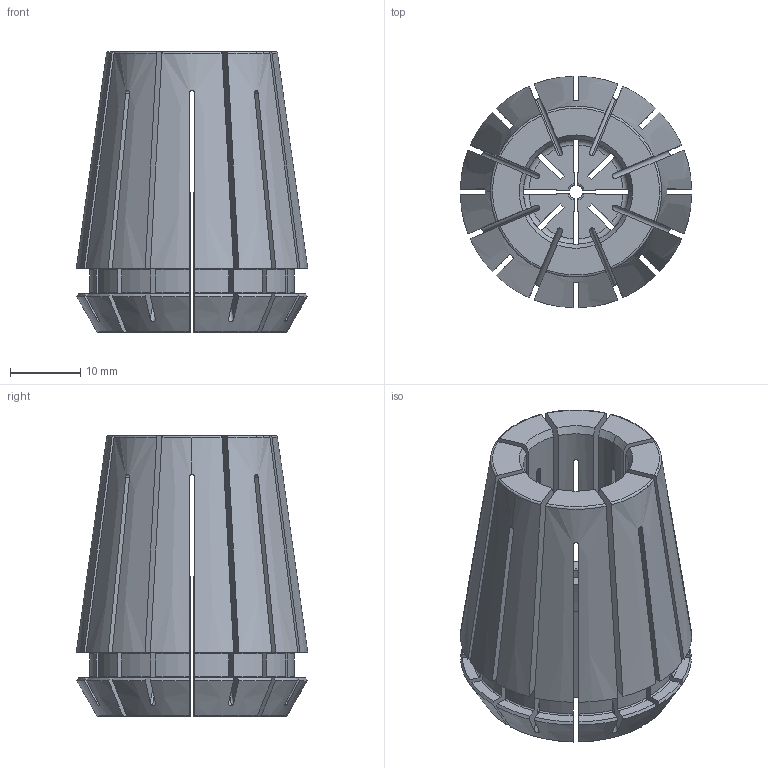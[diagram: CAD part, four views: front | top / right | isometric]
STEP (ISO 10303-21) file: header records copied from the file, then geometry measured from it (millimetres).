
FILE_DESCRIPTION(/* description */ ('Alibre Inc.'),/* implementation_level */ '2;1');
FILE_NAME(/* name */ 'export-1EE998A4-E51F-40BB-98D9-2C34E9BFD548',/* time_stamp */ '2024-01-16T17:15:00+01:00',/* author */ (''),/* organization */ (''),/* preprocessor_version */ 'ST-DEVELOPER v17',/* originating_system */ 'Alibre',/* authorisation */ '');
FILE_SCHEMA (('AUTOMOTIVE_DESIGN'));
Length unit declared in the file: millimetre
Products named in the file (1): NOCUT
Bounding box: 32.99 x 32.99 x 40 mm (x, y, z)
Volume: 19122 mm3; surface area: 14798 mm2
Topology: 1 solids, 1 shells, 276 faces, 851 edges, 567 vertices
Faces by surface type: plane 100, torus 73, cylinder 61, cone 42
Entity records: 9770 total; most frequent: CARTESIAN_POINT 2531, ORIENTED_EDGE 1702, DIRECTION 1264, EDGE_CURVE 851, VERTEX_POINT 567, AXIS2_PLACEMENT_3D 545, VECTOR 347, LINE 347
